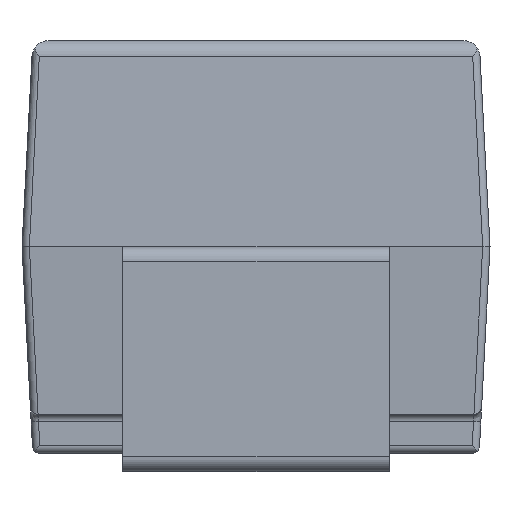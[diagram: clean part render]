
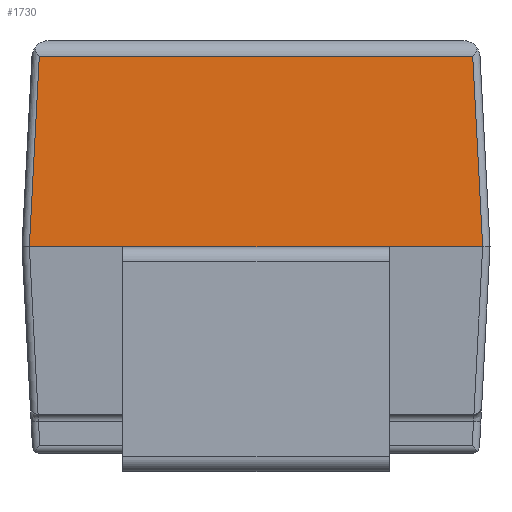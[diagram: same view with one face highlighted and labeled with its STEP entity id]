
A CAD part, left-side view. The second image highlights one B-rep face of the part: STEP entity #1730.
In plain terms, the highlighted planar face has unit normal (-0.999, 0, 0.052).
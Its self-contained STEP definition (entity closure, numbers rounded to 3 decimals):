
#182=ORIENTED_EDGE('',*,*,#506,.T.);
#183=ORIENTED_EDGE('',*,*,#554,.T.);
#184=ORIENTED_EDGE('',*,*,#555,.T.);
#185=ORIENTED_EDGE('',*,*,#556,.T.);
#186=ORIENTED_EDGE('',*,*,#510,.T.);
#187=ORIENTED_EDGE('',*,*,#557,.F.);
#506=EDGE_CURVE('',#695,#694,#814,.F.);
#510=EDGE_CURVE('',#699,#698,#818,.F.);
#554=EDGE_CURVE('',#694,#738,#858,.T.);
#555=EDGE_CURVE('',#738,#739,#859,.F.);
#556=EDGE_CURVE('',#739,#699,#860,.F.);
#557=EDGE_CURVE('',#695,#698,#861,.T.);
#694=VERTEX_POINT('',#2326);
#695=VERTEX_POINT('',#2328);
#698=VERTEX_POINT('',#2334);
#699=VERTEX_POINT('',#2336);
#738=VERTEX_POINT('',#2427);
#739=VERTEX_POINT('',#2429);
#814=LINE('',#2327,#934);
#818=LINE('',#2335,#938);
#858=LINE('',#2426,#978);
#859=LINE('',#2428,#979);
#860=LINE('',#2430,#980);
#861=LINE('',#2431,#981);
#934=VECTOR('',#1941,1000.);
#938=VECTOR('',#1945,1000.);
#978=VECTOR('',#2009,1000.);
#979=VECTOR('',#2010,1000.);
#980=VECTOR('',#2011,1000.);
#981=VECTOR('',#2012,1000.);
#1054=EDGE_LOOP('',(#182,#183,#184,#185,#186,#187));
#1126=FACE_BOUND('',#1054,.T.);
#1197=PLANE('',#1810);
#1730=ADVANCED_FACE('',(#1126),#1197,.T.);
#1810=AXIS2_PLACEMENT_3D('',#2425,#2007,#2008);
#1941=DIRECTION('',(0.,1.,0.));
#1945=DIRECTION('',(0.,1.,0.));
#2007=DIRECTION('',(-0.999,0.,0.052));
#2008=DIRECTION('',(0.052,0.,0.999));
#2009=DIRECTION('',(0.052,0.052,0.997));
#2010=DIRECTION('',(0.,-1.,0.));
#2011=DIRECTION('',(0.052,-0.052,0.997));
#2012=DIRECTION('',(0.,1.,0.));
#2326=CARTESIAN_POINT('',(-2.175,-1.235,0.));
#2327=CARTESIAN_POINT('',(-2.175,0.,0.));
#2328=CARTESIAN_POINT('',(-2.175,-0.725,0.));
#2334=CARTESIAN_POINT('',(-2.175,0.725,0.));
#2335=CARTESIAN_POINT('',(-2.175,0.,0.));
#2336=CARTESIAN_POINT('',(-2.175,1.235,0.));
#2425=CARTESIAN_POINT('',(-2.175,0.,0.));
#2426=CARTESIAN_POINT('',(-2.172,-1.232,0.064));
#2427=CARTESIAN_POINT('',(-2.121,-1.181,1.035));
#2428=CARTESIAN_POINT('',(-2.121,1.216,1.035));
#2429=CARTESIAN_POINT('',(-2.121,1.181,1.035));
#2430=CARTESIAN_POINT('',(-2.172,1.232,0.064));
#2431=CARTESIAN_POINT('',(-2.175,-0.725,0.));
